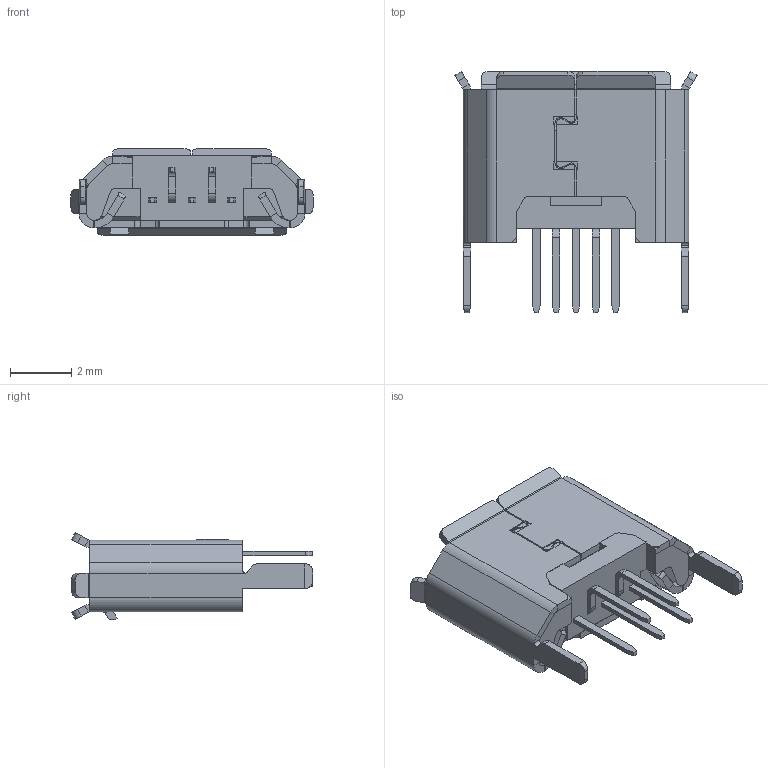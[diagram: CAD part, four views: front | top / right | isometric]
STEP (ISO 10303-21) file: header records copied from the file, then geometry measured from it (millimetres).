
FILE_DESCRIPTION (( 'STEP AP214' ), '1' );
FILE_NAME ('USB3131-30-0230.STEP', '2020-02-16T03:21:07', ( '' ), ( '' ), 'SwSTEP 2.0', 'SolidWorks 2017', '' );
FILE_SCHEMA (( 'AUTOMOTIVE_DESIGN' ));
Length unit declared in the file: millimetre
Products named in the file (1): USB3131-30-0230
Bounding box: 7.94 x 7.9 x 2.84 mm (x, y, z)
Volume: 41.3 mm3; surface area: 308.2 mm2
Topology: 7 solids, 7 shells, 565 faces, 1530 edges, 958 vertices
Faces by surface type: plane 413, cylinder 140, torus 6, sphere 4, cone 2
Entity records: 17610 total; most frequent: CARTESIAN_POINT 3156, ORIENTED_EDGE 3052, DIRECTION 2912, EDGE_CURVE 1526, VECTOR 1236, LINE 1236, VERTEX_POINT 958, AXIS2_PLACEMENT_3D 838
